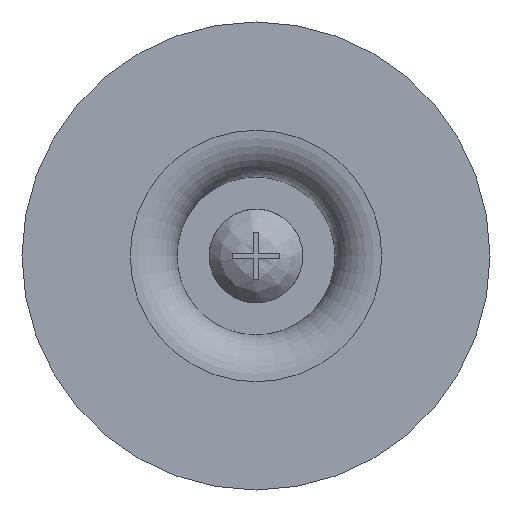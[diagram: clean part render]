
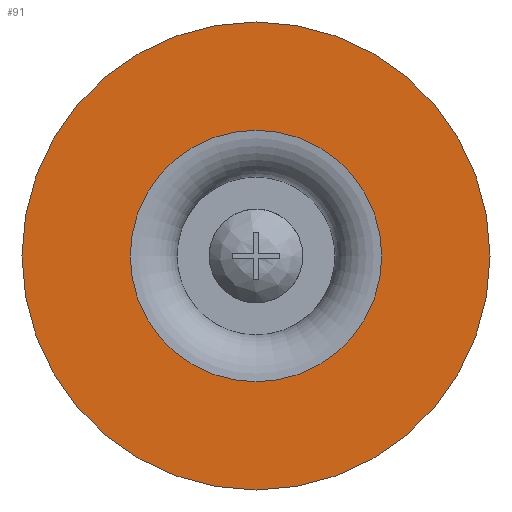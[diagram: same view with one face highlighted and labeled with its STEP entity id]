
A CAD part, front view. The second image highlights one B-rep face of the part: STEP entity #91.
In plain terms, the highlighted planar face has unit normal (0, -1, 0).
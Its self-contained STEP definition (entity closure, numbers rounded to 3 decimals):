
#91 = ADVANCED_FACE( '', ( #212, #213 ), #214, .F. );
#212 = FACE_BOUND( '', #367, .T. );
#213 = FACE_OUTER_BOUND( '', #368, .T. );
#214 = PLANE( '', #369 );
#367 = EDGE_LOOP( '', ( #598 ) );
#368 = EDGE_LOOP( '', ( #599 ) );
#369 = AXIS2_PLACEMENT_3D( '', #600, #601, #602 );
#598 = ORIENTED_EDGE( '', *, *, #920, .F. );
#599 = ORIENTED_EDGE( '', *, *, #921, .T. );
#600 = CARTESIAN_POINT( '', ( 20., 0., 0. ) );
#601 = DIRECTION( '', ( 0., 1., 0. ) );
#602 = DIRECTION( '', ( 0., 0., 1. ) );
#920 = EDGE_CURVE( '', #1091, #1091, #1092, .T. );
#921 = EDGE_CURVE( '', #1093, #1093, #1094, .T. );
#1091 = VERTEX_POINT( '', #1355 );
#1092 = CIRCLE( '', #1356, 10.75 );
#1093 = VERTEX_POINT( '', #1357 );
#1094 = CIRCLE( '', #1358, 20. );
#1355 = CARTESIAN_POINT( '', ( 0., 0., -10.75 ) );
#1356 = AXIS2_PLACEMENT_3D( '', #1642, #1643, #1644 );
#1357 = CARTESIAN_POINT( '', ( 0., 0., -20. ) );
#1358 = AXIS2_PLACEMENT_3D( '', #1645, #1646, #1647 );
#1642 = CARTESIAN_POINT( '', ( 0., 0., 0. ) );
#1643 = DIRECTION( '', ( 0., -1., 0. ) );
#1644 = DIRECTION( '', ( 0., 0., -1. ) );
#1645 = CARTESIAN_POINT( '', ( 0., 0., 0. ) );
#1646 = DIRECTION( '', ( 0., -1., 0. ) );
#1647 = DIRECTION( '', ( 0., 0., -1. ) );
